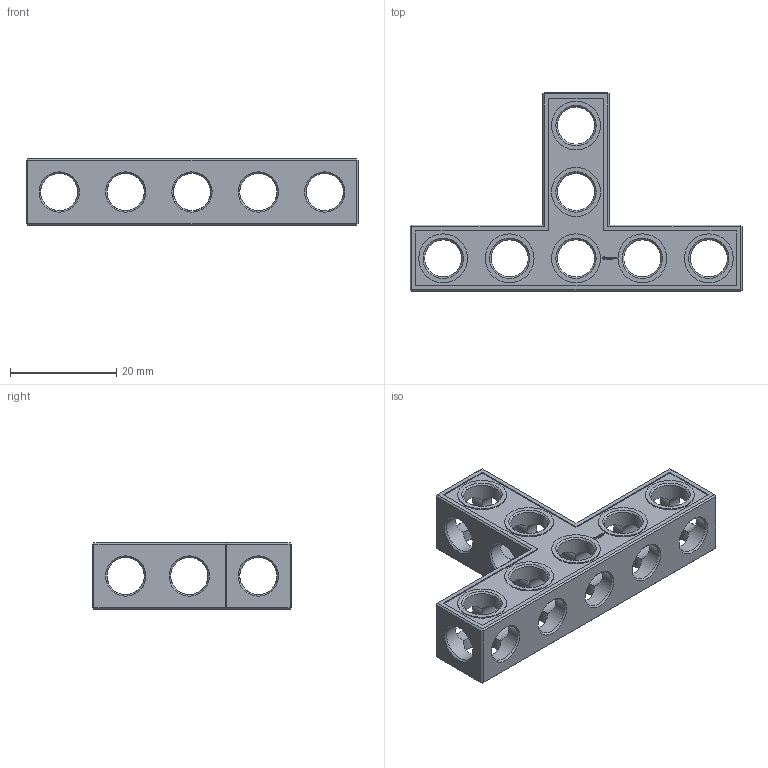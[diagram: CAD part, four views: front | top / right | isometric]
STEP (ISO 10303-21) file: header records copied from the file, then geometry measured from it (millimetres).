
FILE_DESCRIPTION(('FreeCAD Model'),'2;1');
FILE_NAME('Open CASCADE Shape Model','2021-08-07T23:04:23',( 'Paulo Kiefe'),('STEMFIE.org'),'Open CASCADE STEP processor 7.4', 'FreeCAD','Unknown');
FILE_SCHEMA(('AUTOMOTIVE_DESIGN { 1 0 10303 214 1 1 1 1 }'));
Length unit declared in the file: millimetre
Products named in the file (1): Beam_TSH_SYM_ESS_BU05x03x01_-_SPN-BEM-1020_(stemfie.org)
Bounding box: 62.5 x 37.5 x 12.5 mm (x, y, z)
Volume: 6830.2 mm3; surface area: 6278.9 mm2
Topology: 1 solids, 1 shells, 596 faces, 1695 edges, 1113 vertices
Faces by surface type: plane 379, extrusion 144, cylinder 43, cone 30
Full cylindrical faces by diameter (mm): 7 x36, 9.2 x7
Entity records: 51385 total; most frequent: CARTESIAN_POINT 14824, DIRECTION 5311, VECTOR 3956, LINE 3812, ORIENTED_EDGE 3390, PCURVE 3390, DEFINITIONAL_REPRESENTATION 3390, EDGE_CURVE 1695
